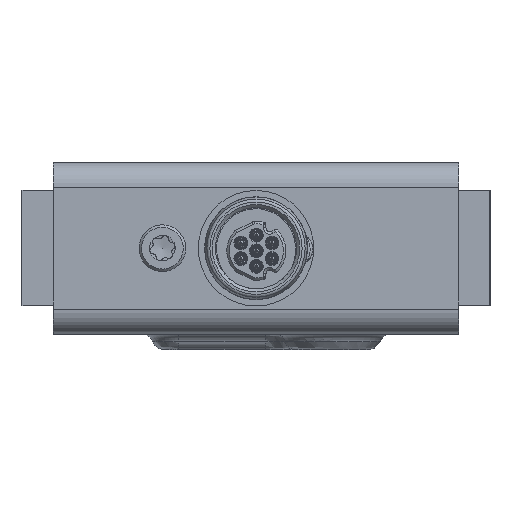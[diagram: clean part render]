
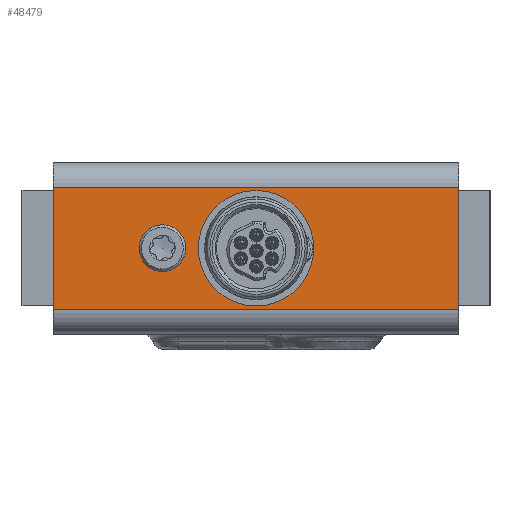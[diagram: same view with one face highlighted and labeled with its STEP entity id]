
A CAD part, left-side view. The second image highlights one B-rep face of the part: STEP entity #48479.
In plain terms, the highlighted planar face has unit normal (-1, 0, 0).
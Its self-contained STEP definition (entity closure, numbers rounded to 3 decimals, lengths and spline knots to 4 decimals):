
#2142=FACE_BOUND('',#10163,.T.);
#2143=FACE_BOUND('',#10164,.T.);
#3561=PLANE('',#51993);
#7508=FACE_OUTER_BOUND('',#10162,.T.);
#10162=EDGE_LOOP('',(#38773,#38774,#38775,#38776));
#10163=EDGE_LOOP('',(#38777));
#10164=EDGE_LOOP('',(#38778));
#12802=CIRCLE('',#51994,0.0335);
#12803=CIRCLE('',#51995,0.0925);
#13840=LINE('',#89906,#17689);
#13855=LINE('',#89938,#17704);
#13858=LINE('',#89948,#17707);
#13861=LINE('',#89957,#17710);
#17689=VECTOR('',#57939,0.3937);
#17704=VECTOR('',#57970,0.3937);
#17707=VECTOR('',#57981,0.3937);
#17710=VECTOR('',#57994,0.3937);
#22701=VERTEX_POINT('',#89904);
#22702=VERTEX_POINT('',#89905);
#22711=VERTEX_POINT('',#89936);
#22714=VERTEX_POINT('',#89946);
#22716=VERTEX_POINT('',#89959);
#22717=VERTEX_POINT('',#89961);
#28498=EDGE_CURVE('',#22701,#22702,#13840,.T.);
#28516=EDGE_CURVE('',#22711,#22702,#13855,.T.);
#28521=EDGE_CURVE('',#22714,#22711,#13858,.T.);
#28526=EDGE_CURVE('',#22701,#22714,#13861,.T.);
#28527=EDGE_CURVE('',#22716,#22716,#12802,.T.);
#28528=EDGE_CURVE('',#22717,#22717,#12803,.T.);
#38773=ORIENTED_EDGE('',*,*,#28521,.F.);
#38774=ORIENTED_EDGE('',*,*,#28526,.F.);
#38775=ORIENTED_EDGE('',*,*,#28498,.T.);
#38776=ORIENTED_EDGE('',*,*,#28516,.F.);
#38777=ORIENTED_EDGE('',*,*,#28527,.T.);
#38778=ORIENTED_EDGE('',*,*,#28528,.T.);
#48479=ADVANCED_FACE('',(#7508,#2142,#2143),#3561,.F.);
#51993=AXIS2_PLACEMENT_3D('',#89958,#57995,#57996);
#51994=AXIS2_PLACEMENT_3D('',#89960,#57997,#57998);
#51995=AXIS2_PLACEMENT_3D('',#89962,#57999,#58000);
#57939=DIRECTION('',(0.,1.,0.));
#57970=DIRECTION('',(0.,0.,1.));
#57981=DIRECTION('',(0.,1.,0.));
#57994=DIRECTION('',(0.,0.,-1.));
#57995=DIRECTION('center_axis',(1.,0.,0.));
#57996=DIRECTION('ref_axis',(0.,0.,
-1.));
#57997=DIRECTION('center_axis',(1.,0.,0.));
#57998=DIRECTION('ref_axis',(0.,0.237,0.972));
#57999=DIRECTION('center_axis',(1.,0.,0.));
#58000=DIRECTION('ref_axis',(0.,0.,
-1.));
#89904=CARTESIAN_POINT('',(-0.02,0.0498,0.005));
#89905=CARTESIAN_POINT('',(-0.02,0.6998,0.005));
#89906=CARTESIAN_POINT('',(-0.02,0.3748,0.005));
#89936=CARTESIAN_POINT('',(-0.02,0.6998,-0.19));
#89938=CARTESIAN_POINT('',(-0.02,0.6998,0.6552));
#89946=CARTESIAN_POINT('',(-0.02,0.0498,-0.19));
#89948=CARTESIAN_POINT('',(-0.02,0.3748,-0.19));
#89957=CARTESIAN_POINT('',(-0.02,0.0498,-0.2352));
#89958=CARTESIAN_POINT('Origin',(-0.02,0.3748,
-0.0925));
#89959=CARTESIAN_POINT('',(-0.02,0.5171,-0.125));
#89960=CARTESIAN_POINT('Origin',(-0.02,0.525,-0.0925));
#89961=CARTESIAN_POINT('',(-0.02,0.375,0.));
#89962=CARTESIAN_POINT('Origin',(-0.02,0.375,-0.0925));
